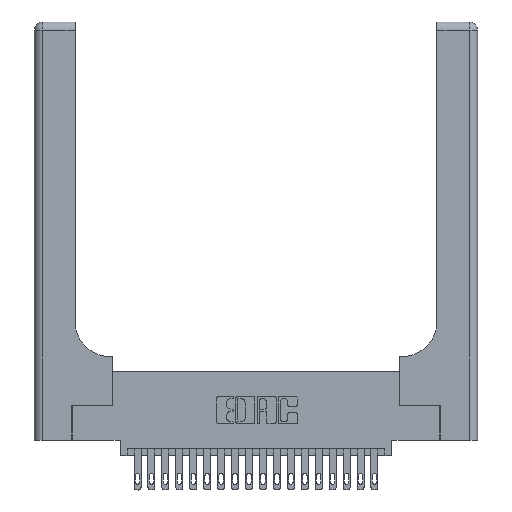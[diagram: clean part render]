
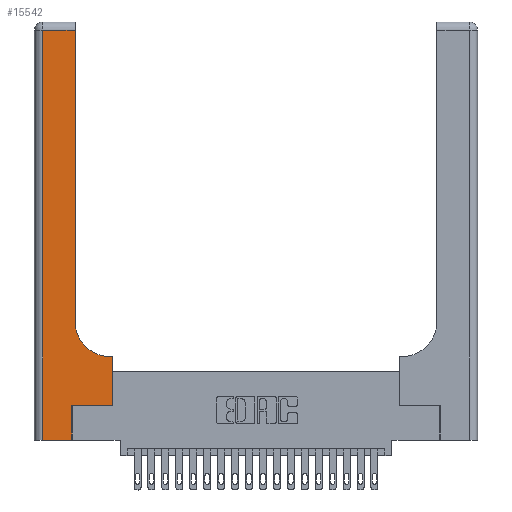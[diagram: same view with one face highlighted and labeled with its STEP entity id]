
A CAD part, top view. The second image highlights one B-rep face of the part: STEP entity #15542.
In plain terms, the highlighted planar face has unit normal (0, 0, 1).
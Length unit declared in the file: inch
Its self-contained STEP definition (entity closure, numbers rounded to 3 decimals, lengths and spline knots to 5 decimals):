
#191 = CARTESIAN_POINT ( 'NONE',  ( 0.2915, 3., 0.37 ) ) ;
#434 = DIRECTION ( 'NONE',  ( 0., -1., 0. ) ) ;
#762 = ORIENTED_EDGE ( 'NONE', *, *, #20278, .T. ) ;
#997 = DIRECTION ( 'NONE',  ( 0., 0., -1. ) ) ;
#1125 = VERTEX_POINT ( 'NONE', #7904 ) ;
#1505 = VERTEX_POINT ( 'NONE', #10251 ) ;
#1700 = EDGE_CURVE ( 'NONE', #14715, #21289, #14069, .T. ) ;
#1794 = VECTOR ( 'NONE', #2985, 39.37008 ) ;
#2423 = CARTESIAN_POINT ( 'NONE',  ( 0.269, 0.25, 0.37 ) ) ;
#2646 = VECTOR ( 'NONE', #12062, 39.37008 ) ;
#2831 = VECTOR ( 'NONE', #6763, 39.37008 ) ;
#2985 = DIRECTION ( 'NONE',  ( 0., 1., 0. ) ) ;
#3165 = VECTOR ( 'NONE', #22408, 39.37008 ) ;
#3493 = DIRECTION ( 'NONE',  ( 0., 1., 0. ) ) ;
#3757 = ORIENTED_EDGE ( 'NONE', *, *, #7265, .T. ) ;
#3932 = CARTESIAN_POINT ( 'NONE',  ( 0.2915, 2.94, 0.37 ) ) ;
#4213 = VERTEX_POINT ( 'NONE', #10185 ) ;
#4347 = LINE ( 'NONE', #4780, #7593 ) ;
#4630 = LINE ( 'NONE', #191, #5983 ) ;
#4731 = EDGE_LOOP ( 'NONE', ( #13884, #20485, #10465, #5494, #762, #21288, #13117, #3757, #13455 ) ) ;
#4780 = CARTESIAN_POINT ( 'NONE',  ( 0.269, 0.25, 0.37 ) ) ;
#5494 = ORIENTED_EDGE ( 'NONE', *, *, #17085, .T. ) ;
#5829 = LINE ( 'NONE', #17176, #2831 ) ;
#5983 = VECTOR ( 'NONE', #3493, 39.37008 ) ;
#6205 = DIRECTION ( 'NONE',  ( -1., 0., 0. ) ) ;
#6233 = CARTESIAN_POINT ( 'NONE',  ( 0.06, 2.94, 0.37 ) ) ;
#6763 = DIRECTION ( 'NONE',  ( -1., 0., 0. ) ) ;
#6933 = EDGE_CURVE ( 'NONE', #21337, #1505, #18623, .T. ) ;
#7265 = EDGE_CURVE ( 'NONE', #1505, #4213, #5829, .T. ) ;
#7419 = LINE ( 'NONE', #14611, #12294 ) ;
#7593 = VECTOR ( 'NONE', #16939, 39.37008 ) ;
#7710 = CARTESIAN_POINT ( 'NONE',  ( 0.5415, 0.85, 0.37 ) ) ;
#7904 = CARTESIAN_POINT ( 'NONE',  ( 0.269, 0., 0.37 ) ) ;
#8160 = EDGE_CURVE ( 'NONE', #21289, #22281, #7419, .T. ) ;
#8522 = CARTESIAN_POINT ( 'NONE',  ( 0.5585, 0.25, 0.37 ) ) ;
#9500 = EDGE_CURVE ( 'NONE', #11788, #14715, #4630, .T. ) ;
#9918 = CARTESIAN_POINT ( 'NONE',  ( 0., 3., 0.37 ) ) ;
#9965 = EDGE_CURVE ( 'NONE', #18191, #21337, #4347, .T. ) ;
#10185 = CARTESIAN_POINT ( 'NONE',  ( 0.5415, 0.6, 0.37 ) ) ;
#10251 = CARTESIAN_POINT ( 'NONE',  ( 0.5585, 0.6, 0.37 ) ) ;
#10465 = ORIENTED_EDGE ( 'NONE', *, *, #8160, .T. ) ;
#11322 = CARTESIAN_POINT ( 'NONE',  ( 0.5585, 0.25, 0.37 ) ) ;
#11654 = CARTESIAN_POINT ( 'NONE',  ( 0.269, 0., 0.37 ) ) ;
#11661 = CARTESIAN_POINT ( 'NONE',  ( 0., 0., 0.37 ) ) ;
#11788 = VERTEX_POINT ( 'NONE', #15177 ) ;
#11872 = LINE ( 'NONE', #11661, #3165 ) ;
#12030 = CARTESIAN_POINT ( 'NONE',  ( 0.06, 0., 0.37 ) ) ;
#12062 = DIRECTION ( 'NONE',  ( -1., 0., 0. ) ) ;
#12294 = VECTOR ( 'NONE', #434, 39.37008 ) ;
#12609 = EDGE_CURVE ( 'NONE', #4213, #11788, #20996, .T. ) ;
#12681 = LINE ( 'NONE', #11654, #1794 ) ;
#13117 = ORIENTED_EDGE ( 'NONE', *, *, #6933, .T. ) ;
#13288 = AXIS2_PLACEMENT_3D ( 'NONE', #9918, #18576, #6205 ) ;
#13455 = ORIENTED_EDGE ( 'NONE', *, *, #12609, .T. ) ;
#13884 = ORIENTED_EDGE ( 'NONE', *, *, #9500, .T. ) ;
#13995 = VECTOR ( 'NONE', #20789, 39.37008 ) ;
#14069 = LINE ( 'NONE', #20698, #2646 ) ;
#14611 = CARTESIAN_POINT ( 'NONE',  ( 0.06, 3., 0.37 ) ) ;
#14715 = VERTEX_POINT ( 'NONE', #3932 ) ;
#15177 = CARTESIAN_POINT ( 'NONE',  ( 0.2915, 0.85, 0.37 ) ) ;
#15542 = ADVANCED_FACE ( 'NONE', ( #22577 ), #16604, .F. ) ;
#16604 = PLANE ( 'NONE',  #13288 ) ;
#16669 = DIRECTION ( 'NONE',  ( 1., 0., 0. ) ) ;
#16939 = DIRECTION ( 'NONE',  ( 1., 0., 0. ) ) ;
#17085 = EDGE_CURVE ( 'NONE', #22281, #1125, #11872, .T. ) ;
#17176 = CARTESIAN_POINT ( 'NONE',  ( 0.2915, 0.6, 0.37 ) ) ;
#18191 = VERTEX_POINT ( 'NONE', #2423 ) ;
#18576 = DIRECTION ( 'NONE',  ( 0., 0., -1. ) ) ;
#18623 = LINE ( 'NONE', #8522, #13995 ) ;
#20278 = EDGE_CURVE ( 'NONE', #1125, #18191, #12681, .T. ) ;
#20485 = ORIENTED_EDGE ( 'NONE', *, *, #1700, .T. ) ;
#20698 = CARTESIAN_POINT ( 'NONE',  ( 0., 2.94, 0.37 ) ) ;
#20789 = DIRECTION ( 'NONE',  ( 0., 1., 0. ) ) ;
#20864 = AXIS2_PLACEMENT_3D ( 'NONE', #7710, #997, #16669 ) ;
#20996 = CIRCLE ( 'NONE', #20864, 0.25 ) ;
#21288 = ORIENTED_EDGE ( 'NONE', *, *, #9965, .T. ) ;
#21289 = VERTEX_POINT ( 'NONE', #6233 ) ;
#21337 = VERTEX_POINT ( 'NONE', #11322 ) ;
#22281 = VERTEX_POINT ( 'NONE', #12030 ) ;
#22408 = DIRECTION ( 'NONE',  ( 1., 0., 0. ) ) ;
#22577 = FACE_OUTER_BOUND ( 'NONE', #4731, .T. ) ;
